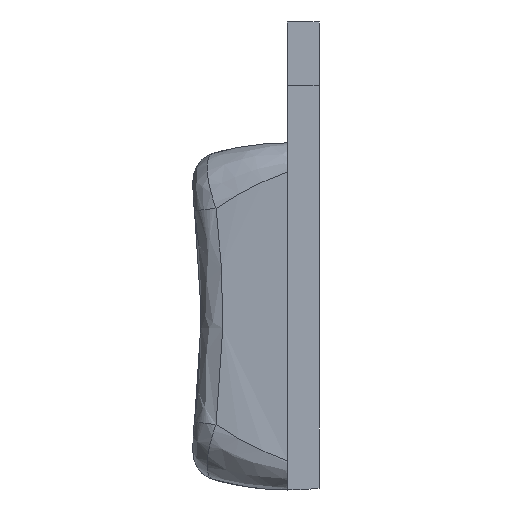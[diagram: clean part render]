
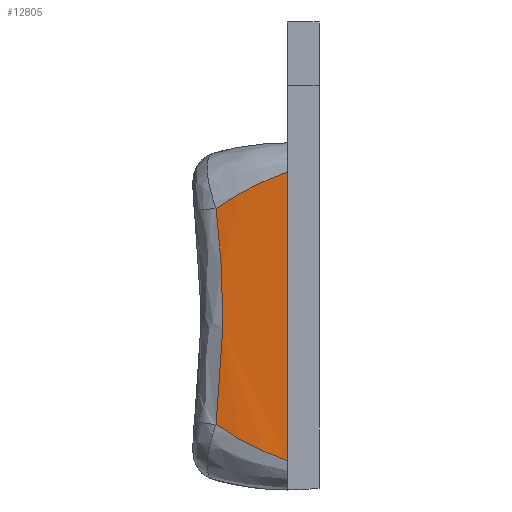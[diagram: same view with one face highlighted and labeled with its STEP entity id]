
A CAD part, left-side view. The second image highlights one B-rep face of the part: STEP entity #12805.
In plain terms, the highlighted free-form (B-spline) face has degree [1, 2] with [2, 3] control points.
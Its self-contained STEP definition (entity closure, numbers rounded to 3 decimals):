
#90=(
BOUNDED_SURFACE()
B_SPLINE_SURFACE(1,2,((#25586,#25587,#25588),(#25589,#25590,#25591)),
 .UNSPECIFIED.,.F.,.F.,.F.)
B_SPLINE_SURFACE_WITH_KNOTS((2,2),(3,3),(-0.33,0.33),
(-1.735,-1.571),.UNSPECIFIED.)
GEOMETRIC_REPRESENTATION_ITEM()
RATIONAL_B_SPLINE_SURFACE(((1.,0.997,1.),(1.,0.997,
1.)))
REPRESENTATION_ITEM('')
SURFACE()
);
#538=B_SPLINE_CURVE_WITH_KNOTS('',3,(#24284,#24285,#24286,#24287),
 .UNSPECIFIED.,.F.,.F.,(4,4),(-1.116,0.),.UNSPECIFIED.);
#596=B_SPLINE_CURVE_WITH_KNOTS('',3,(#25578,#25579,#25580,#25581),
 .UNSPECIFIED.,.F.,.F.,(4,4),(0.162,0.418),
 .UNSPECIFIED.);
#597=B_SPLINE_CURVE_WITH_KNOTS('',3,(#25582,#25583,#25584,#25585),
 .UNSPECIFIED.,.F.,.F.,(4,4),(0.033,0.162),
 .UNSPECIFIED.);
#598=B_SPLINE_CURVE_WITH_KNOTS('',3,(#25593,#25594,#25595,#25596),
 .UNSPECIFIED.,.F.,.F.,(4,4),(0.,0.256),
 .UNSPECIFIED.);
#599=B_SPLINE_CURVE_WITH_KNOTS('',3,(#25597,#25598,#25599,#25600),
 .UNSPECIFIED.,.F.,.F.,(4,4),(0.256,0.385),
 .UNSPECIFIED.);
#1089=FACE_OUTER_BOUND('',#1812,.T.);
#1812=EDGE_LOOP('',(#10323,#10324,#10325,#10326,#10327,#10328));
#2856=LINE('',#23921,#4188);
#4188=VECTOR('',#15097,9.19);
#5682=VERTEX_POINT('',#23912);
#5683=VERTEX_POINT('',#23920);
#5747=VERTEX_POINT('',#24235);
#5752=VERTEX_POINT('',#24282);
#5806=VERTEX_POINT('',#25577);
#5807=VERTEX_POINT('',#25592);
#7251=EDGE_CURVE('',#5682,#5683,#2856,.T.);
#7322=EDGE_CURVE('',#5752,#5747,#538,.T.);
#7418=EDGE_CURVE('',#5806,#5682,#596,.T.);
#7419=EDGE_CURVE('',#5747,#5806,#597,.T.);
#7420=EDGE_CURVE('',#5683,#5807,#598,.T.);
#7421=EDGE_CURVE('',#5807,#5752,#599,.T.);
#10323=ORIENTED_EDGE('',*,*,#7420,.F.);
#10324=ORIENTED_EDGE('',*,*,#7251,.F.);
#10325=ORIENTED_EDGE('',*,*,#7418,.F.);
#10326=ORIENTED_EDGE('',*,*,#7419,.F.);
#10327=ORIENTED_EDGE('',*,*,#7322,.F.);
#10328=ORIENTED_EDGE('',*,*,#7421,.F.);
#12805=ADVANCED_FACE('',(#1089),#90,.F.);
#15097=DIRECTION('',(0.,0.,-1.));
#23912=CARTESIAN_POINT('',(-8.725,3.5,6.847));
#23920=CARTESIAN_POINT('',(-8.725,3.5,-6.847));
#23921=CARTESIAN_POINT('',(-8.725,3.5,0.));
#24235=CARTESIAN_POINT('',(-8.455,6.882,5.119));
#24282=CARTESIAN_POINT('',(-8.455,6.882,-5.12));
#24284=CARTESIAN_POINT('Ctrl Pts',(-8.455,6.882,-5.12));
#24285=CARTESIAN_POINT('Ctrl Pts',(-8.523,6.456,-1.72));
#24286=CARTESIAN_POINT('Ctrl Pts',(-8.523,6.456,1.72));
#24287=CARTESIAN_POINT('Ctrl Pts',(-8.455,6.882,5.119));
#25577=CARTESIAN_POINT('',(-8.601,5.8,5.795));
#25578=CARTESIAN_POINT('Ctrl Pts',(-8.6,5.8,5.795));
#25579=CARTESIAN_POINT('Ctrl Pts',(-8.68,5.065,6.211));
#25580=CARTESIAN_POINT('Ctrl Pts',(-8.726,4.291,6.565));
#25581=CARTESIAN_POINT('Ctrl Pts',(-8.725,3.5,6.847));
#25582=CARTESIAN_POINT('Ctrl Pts',(-8.455,6.882,5.119));
#25583=CARTESIAN_POINT('Ctrl Pts',(-8.511,6.533,5.359));
#25584=CARTESIAN_POINT('Ctrl Pts',(-8.56,6.171,5.585));
#25585=CARTESIAN_POINT('Ctrl Pts',(-8.6,5.8,5.795));
#25586=CARTESIAN_POINT('Ctrl Pts',(-8.455,6.882,-6.847));
#25587=CARTESIAN_POINT('Ctrl Pts',(-8.725,5.202,-6.847));
#25588=CARTESIAN_POINT('Ctrl Pts',(-8.725,3.5,-6.847));
#25589=CARTESIAN_POINT('Ctrl Pts',(-8.455,6.882,6.847));
#25590=CARTESIAN_POINT('Ctrl Pts',(-8.725,5.202,6.847));
#25591=CARTESIAN_POINT('Ctrl Pts',(-8.725,3.5,6.847));
#25592=CARTESIAN_POINT('',(-8.601,5.8,-5.795));
#25593=CARTESIAN_POINT('Ctrl Pts',(-8.725,3.5,-6.847));
#25594=CARTESIAN_POINT('Ctrl Pts',(-8.726,4.291,-6.565));
#25595=CARTESIAN_POINT('Ctrl Pts',(-8.68,5.065,-6.211));
#25596=CARTESIAN_POINT('Ctrl Pts',(-8.6,5.8,-5.795));
#25597=CARTESIAN_POINT('Ctrl Pts',(-8.6,5.8,-5.795));
#25598=CARTESIAN_POINT('Ctrl Pts',(-8.56,6.171,-5.585));
#25599=CARTESIAN_POINT('Ctrl Pts',(-8.511,6.533,-5.359));
#25600=CARTESIAN_POINT('Ctrl Pts',(-8.455,6.882,-5.12));
